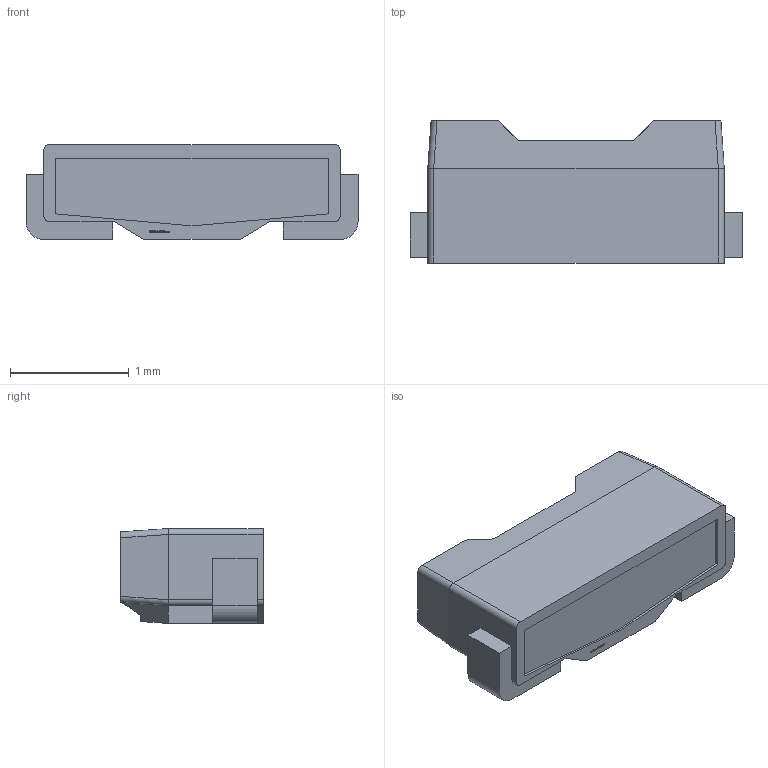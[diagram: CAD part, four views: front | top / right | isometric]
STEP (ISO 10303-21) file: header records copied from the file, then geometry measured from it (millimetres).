
FILE_DESCRIPTION(/* description */ (''),/* implementation_level */ '2;1');
FILE_NAME(/* name */ 'LED_RA_2.5x1.2_AA2810A.step',/* time_stamp */ '2021-12-09T17:20:08-08:00',/* author */ (''),/* organization */ (''),/* preprocessor_version */ 'ST-DEVELOPER v18.1',/* originating_system */ 'Autodesk Translation Framework v10.10.0.1391',/* authorisation */ '');
FILE_SCHEMA (('AUTOMOTIVE_DESIGN { 1 0 10303 214 3 1 1 }'));
Length unit declared in the file: millimetre
Products named in the file (1): AA2810A
Bounding box: 2.8 x 1.2 x 0.8 mm (x, y, z)
Volume: 2.1 mm3; surface area: 17.5 mm2
Topology: 4 solids, 4 shells, 90 faces, 401 edges, 348 vertices
Faces by surface type: plane 78, cylinder 12
Entity records: 5813 total; most frequent: CARTESIAN_POINT 2387, ORIENTED_EDGE 802, DIRECTION 514, EDGE_CURVE 401, VERTEX_POINT 348, LINE 262, VECTOR 262, AXIS2_PLACEMENT_3D 126
